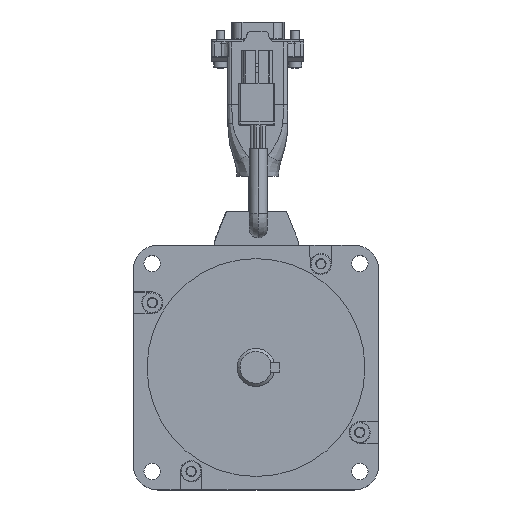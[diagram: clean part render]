
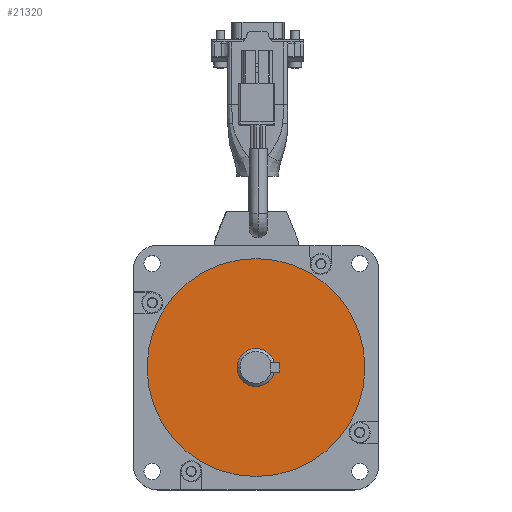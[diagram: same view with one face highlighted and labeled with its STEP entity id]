
A CAD part, top view. The second image highlights one B-rep face of the part: STEP entity #21320.
In plain terms, the highlighted planar face has unit normal (0, 0, 1).
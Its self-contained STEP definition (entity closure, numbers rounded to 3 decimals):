
#57 = CARTESIAN_POINT ( 'NONE',  ( 0., 0., 1.5 ) ) ;
#225 = CARTESIAN_POINT ( 'NONE',  ( 0., 0., 1.5 ) ) ;
#416 = DIRECTION ( 'NONE',  ( 0., 0., 1. ) ) ;
#668 = PLANE ( 'NONE',  #6302 ) ;
#1689 = DIRECTION ( 'NONE',  ( 0., 0., 1. ) ) ;
#2008 = CARTESIAN_POINT ( 'NONE',  ( 36.51, 0., 1.5 ) ) ;
#2056 = CIRCLE ( 'NONE', #32358, 36.51 ) ;
#6302 = AXIS2_PLACEMENT_3D ( 'NONE', #225, #40835, #31124 ) ;
#6620 = FACE_OUTER_BOUND ( 'NONE', #20857, .T. ) ;
#7311 = VERTEX_POINT ( 'NONE', #17868 ) ;
#7428 = ORIENTED_EDGE ( 'NONE', *, *, #40826, .F. ) ;
#11443 = CARTESIAN_POINT ( 'NONE',  ( 0., 0., 1.5 ) ) ;
#11548 = ORIENTED_EDGE ( 'NONE', *, *, #24265, .T. ) ;
#13499 = DIRECTION ( 'NONE',  ( 1., 0., 0. ) ) ;
#13564 = DIRECTION ( 'NONE',  ( 0., 0., 1. ) ) ;
#17473 = CARTESIAN_POINT ( 'NONE',  ( 0., 0., 1.5 ) ) ;
#17868 = CARTESIAN_POINT ( 'NONE',  ( -6.35, 0., 1.5 ) ) ;
#18320 = EDGE_CURVE ( 'NONE', #33111, #7311, #30846, .T. ) ;
#18702 = DIRECTION ( 'NONE',  ( 1., 0., 0. ) ) ;
#18833 = DIRECTION ( 'NONE',  ( 0., 0., 1. ) ) ;
#19009 = CARTESIAN_POINT ( 'NONE',  ( 6.35, 0., 1.5 ) ) ;
#19285 = DIRECTION ( 'NONE',  ( 1., 0., 0. ) ) ;
#20210 = CIRCLE ( 'NONE', #39201, 36.51 ) ;
#20857 = EDGE_LOOP ( 'NONE', ( #34812, #11548 ) ) ;
#20940 = EDGE_CURVE ( 'NONE', #39418, #23259, #2056, .T. ) ;
#21320 = ADVANCED_FACE ( 'NONE', ( #30467, #6620 ), #668, .T. ) ;
#21776 = EDGE_LOOP ( 'NONE', ( #7428, #23862 ) ) ;
#22394 = AXIS2_PLACEMENT_3D ( 'NONE', #25463, #18833, #19285 ) ;
#23259 = VERTEX_POINT ( 'NONE', #2008 ) ;
#23862 = ORIENTED_EDGE ( 'NONE', *, *, #18320, .F. ) ;
#24168 = CIRCLE ( 'NONE', #29088, 6.35 ) ;
#24265 = EDGE_CURVE ( 'NONE', #23259, #39418, #20210, .T. ) ;
#25463 = CARTESIAN_POINT ( 'NONE',  ( 0., 0., 1.5 ) ) ;
#27007 = DIRECTION ( 'NONE',  ( 1., 0., 0. ) ) ;
#29088 = AXIS2_PLACEMENT_3D ( 'NONE', #11443, #1689, #18702 ) ;
#30467 = FACE_BOUND ( 'NONE', #21776, .T. ) ;
#30846 = CIRCLE ( 'NONE', #22394, 6.35 ) ;
#31124 = DIRECTION ( 'NONE',  ( 1., 0., 0. ) ) ;
#32358 = AXIS2_PLACEMENT_3D ( 'NONE', #57, #13564, #27007 ) ;
#33111 = VERTEX_POINT ( 'NONE', #19009 ) ;
#34812 = ORIENTED_EDGE ( 'NONE', *, *, #20940, .T. ) ;
#36841 = CARTESIAN_POINT ( 'NONE',  ( -36.51, 0., 1.5 ) ) ;
#39201 = AXIS2_PLACEMENT_3D ( 'NONE', #17473, #416, #13499 ) ;
#39418 = VERTEX_POINT ( 'NONE', #36841 ) ;
#40826 = EDGE_CURVE ( 'NONE', #7311, #33111, #24168, .T. ) ;
#40835 = DIRECTION ( 'NONE',  ( 0., 0., 1. ) ) ;
